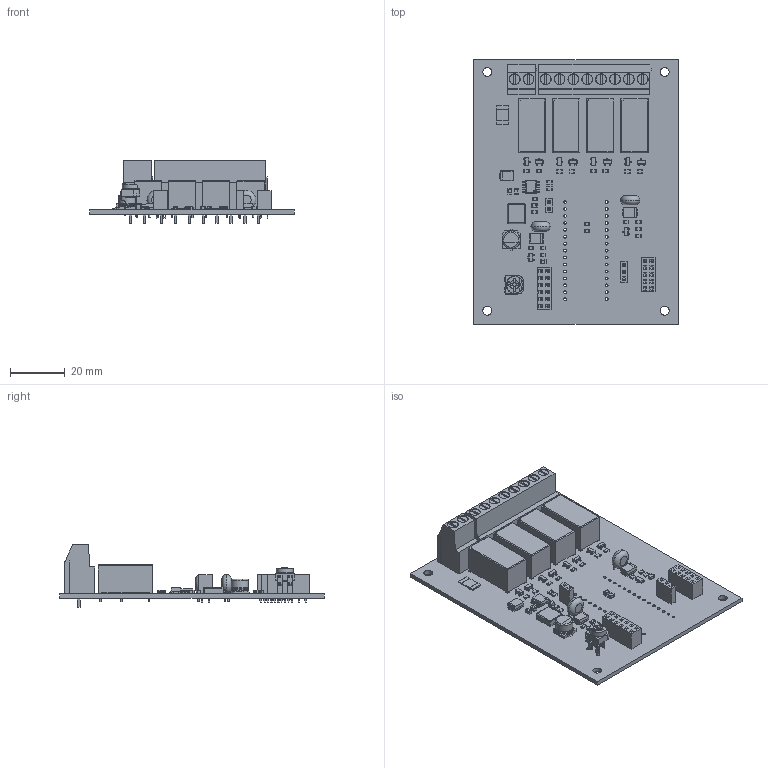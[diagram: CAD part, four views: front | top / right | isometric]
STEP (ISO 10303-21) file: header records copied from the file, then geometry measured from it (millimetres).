
FILE_DESCRIPTION(('KiCad electronic assembly'),'2;1');
FILE_NAME('Antenna Rotator.step','2024-06-11T11:04:24',('Pcbnew'),( 'Kicad'),'Open CASCADE STEP processor 7.7','KiCad to STEP converter' ,'Unknown');
FILE_SCHEMA(('AUTOMOTIVE_DESIGN { 1 0 10303 214 1 1 1 1 }'));
Length unit declared in the file: millimetre
Products named in the file (38): Antenna Rotator 1; PinSocket_1x02_P2.54mm_Vertical; PinSocket_1x02_P254mm_Vertical; SOT-23; SOT_23; L_Chilisin_BMRB00060624; CQ assembly; SOIC-8_3.9x4.9mm_P1.27mm; SOIC_8_39x49mm_P127mm; C_0805_2012Metric; R_0805_2012Metric; CP_Elec_6.3x5.4; CP_Elec_63x54; PinSocket_2x05_P2.54mm_Vertical; PinSocket_2x05_P254mm_Vertical; Relay_SPST_Finder_32.21-x300; R_2816_7142Metric; D_SMB; LED_0805_2012Metric; RV_Disc_D7mm_W3.4mm_P5mm; RV_Disc_D7mm_W34mm_P5mm; PinSocket_1x03_P2.54mm_Vertical; PinSocket_1x03_P254mm_Vertical; TerminalBlock_Phoenix_MKDS-3-2-5.08_1x02_P5.08mm_Horizontal; TerminalBlock_Phoenix_MKDS_3_2_508_1x02_P508mm_Horizontal; TerminalBlock_Phoenix_MKDS-3-8-5.08_1x08_P5.08mm_Horizontal; TerminalBlock_Phoenix_MKDS_3_8_508_1x08_P508mm_Horizontal; Poti_10kohm; Document; PinSocket_2x06_P2.54mm_Vertical; PinSocket_2x06_P254mm_Vertical; Antenna Rotator_PCB
Assembly tree (74 placements, depth 3):
  Antenna Rotator 1
    PinSocket_1x02_P2.54mm_Vertical
      PinSocket_1x02_P254mm_Vertical
    SOT-23  x10
      SOT_23
    L_Chilisin_BMRB00060624
      CQ assembly
    SOIC-8_3.9x4.9mm_P1.27mm
      SOIC_8_39x49mm_P127mm
    C_0805_2012Metric  x7
      C_0805_2012Metric
    R_0805_2012Metric  x17
      R_0805_2012Metric
    CP_Elec_6.3x5.4
      CP_Elec_63x54
    PinSocket_2x05_P2.54mm_Vertical
      PinSocket_2x05_P254mm_Vertical
    Relay_SPST_Finder_32.21-x300  x4
      Relay_SPST_Finder_32.21-x300
    R_2816_7142Metric
      R_2816_7142Metric
    D_SMB  x3
      D_SMB
    LED_0805_2012Metric
      LED_0805_2012Metric
    RV_Disc_D7mm_W3.4mm_P5mm  x2
      RV_Disc_D7mm_W34mm_P5mm
    PinSocket_1x03_P2.54mm_Vertical
      PinSocket_1x03_P254mm_Vertical
    TerminalBlock_Phoenix_MKDS-3-2-5.08_1x02_P5.08mm_Horizontal
      TerminalBlock_Phoenix_MKDS_3_2_508_1x02_P508mm_Horizontal
    TerminalBlock_Phoenix_MKDS-3-8-5.08_1x08_P5.08mm_Horizontal
      TerminalBlock_Phoenix_MKDS_3_8_508_1x08_P508mm_Horizontal
    Poti_10kohm
      Document
    PinSocket_2x06_P2.54mm_Vertical
      PinSocket_2x06_P254mm_Vertical
    Antenna Rotator_PCB
Bounding box: 75 x 97 x 23 mm (x, y, z)
Volume: 29327.5 mm3; surface area: 31234.4 mm2
Topology: 66 solids, 67 shells, 3661 faces, 9275 edges, 5884 vertices
Faces by surface type: plane 2611, cylinder 563, bspline 470, torus 12, sphere 4, revolution 1
Full cylindrical faces by diameter (mm): 0.54 x4, 0.6 x5, 1 x57, 1.3 x23, 1.52 x10, 3.2 x4, 3.8 x10, 4 x10, 6.3 x2, 7 x2
Entity records: 79503 total; most frequent: CARTESIAN_POINT 14294, ORIENTED_EDGE 11194, DIRECTION 9604, EDGE_CURVE 5600, LINE 4259, VECTOR 4259, VERTEX_POINT 3595, AXIS2_PLACEMENT_3D 2672
